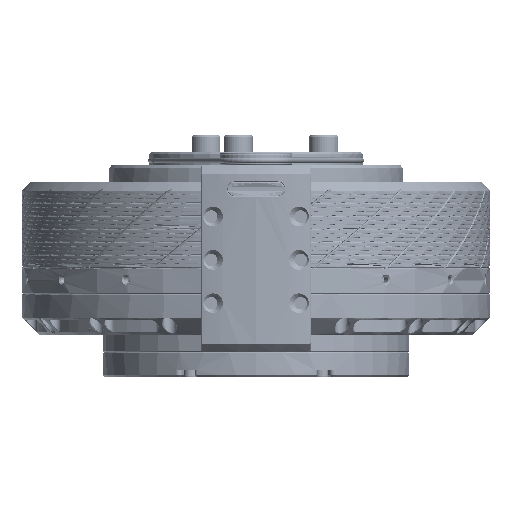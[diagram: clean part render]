
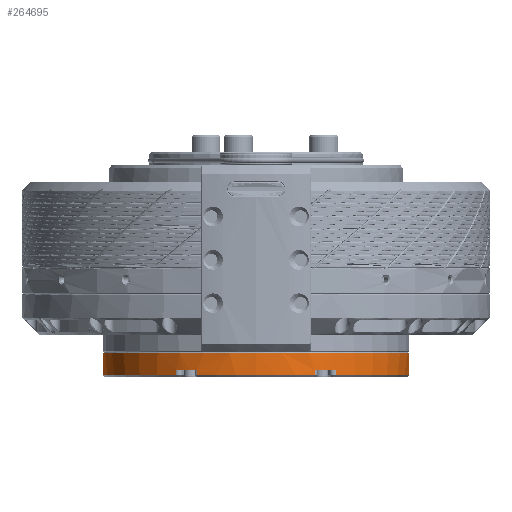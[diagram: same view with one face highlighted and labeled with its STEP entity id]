
A CAD part, front view. The second image highlights one B-rep face of the part: STEP entity #264695.
In plain terms, the highlighted cylindrical face has radius 53 mm (diameter 106 mm), a partial arc.
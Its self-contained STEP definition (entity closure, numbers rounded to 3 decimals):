
#6395=CARTESIAN_POINT('',(0.,0.,-35.));
#6396=DIRECTION('',(0.,0.,-1.));
#6397=DIRECTION('',(0.96,0.28,0.));
#6398=AXIS2_PLACEMENT_3D('',#6395,#6396,#6397);
#6403=CARTESIAN_POINT('',(0.,0.,-35.));
#6404=DIRECTION('',(0.,0.,-1.));
#6405=DIRECTION('',(1.,0.,0.));
#6406=AXIS2_PLACEMENT_3D('',#6403,#6404,#6405);
#6411=CARTESIAN_POINT('',(0.,0.,-35.));
#6412=DIRECTION('',(0.,0.,-1.));
#6413=DIRECTION('',(0.,-1.,0.));
#6414=AXIS2_PLACEMENT_3D('',#6411,#6412,#6413);
#6419=CARTESIAN_POINT('',(0.,0.,-35.));
#6420=DIRECTION('',(0.,0.,-1.));
#6421=DIRECTION('',(-1.,0.,0.));
#6422=AXIS2_PLACEMENT_3D('',#6419,#6420,#6421);
#116378=DIRECTION('',(0.,0.,-1.));
#116379=VECTOR('',#116378,7.7);
#116380=CARTESIAN_POINT('',(50.88,14.84,-35.));
#116381=LINE('',#116380,#116379);
#116385=DIRECTION('',(0.,0.,1.));
#116386=VECTOR('',#116385,2.);
#116387=CARTESIAN_POINT('',(52.84,4.117,-42.7));
#116388=LINE('',#116387,#116386);
#116392=DIRECTION('',(0.,0.,-1.));
#116393=VECTOR('',#116392,2.);
#116394=CARTESIAN_POINT('',(52.84,-4.117,-40.7));
#116395=LINE('',#116394,#116393);
#116399=DIRECTION('',(0.,0.,1.));
#116400=VECTOR('',#116399,2.);
#116401=CARTESIAN_POINT('',(27.657,-45.212,-42.7));
#116402=LINE('',#116401,#116400);
#116406=DIRECTION('',(0.,0.,-1.));
#116407=VECTOR('',#116406,2.);
#116408=CARTESIAN_POINT('',(20.321,-48.95,-40.7));
#116409=LINE('',#116408,#116407);
#116413=DIRECTION('',(0.,0.,1.));
#116414=VECTOR('',#116413,2.);
#116415=CARTESIAN_POINT('',(-20.321,-48.95,-42.7));
#116416=LINE('',#116415,#116414);
#116420=DIRECTION('',(0.,0.,-1.));
#116421=VECTOR('',#116420,2.);
#116422=CARTESIAN_POINT('',(-27.657,-45.212,-40.7));
#116423=LINE('',#116422,#116421);
#116427=DIRECTION('',(0.,0.,1.));
#116428=VECTOR('',#116427,2.);
#116429=CARTESIAN_POINT('',(-52.84,-4.117,-42.7));
#116430=LINE('',#116429,#116428);
#116434=DIRECTION('',(0.,0.,-1.));
#116435=VECTOR('',#116434,2.);
#116436=CARTESIAN_POINT('',(-52.84,4.117,-40.7));
#116437=LINE('',#116436,#116435);
#116441=DIRECTION('',(0.,0.,1.));
#116442=VECTOR('',#116441,7.7);
#116443=CARTESIAN_POINT('',(-50.88,14.84,-42.7));
#116444=LINE('',#116443,#116442);
#116491=CARTESIAN_POINT('',(0.,0.,-42.7));
#116492=DIRECTION('',(0.,0.,1.));
#116493=DIRECTION('',(0.997,0.078,0.));
#116494=AXIS2_PLACEMENT_3D('',#116491,#116492,#116493);
#116587=CARTESIAN_POINT('',(0.,0.,-42.7));
#116588=DIRECTION('',(0.,0.,1.));
#116589=DIRECTION('',(0.522,-0.853,0.));
#116590=AXIS2_PLACEMENT_3D('',#116587,#116588,#116589);
#116699=CARTESIAN_POINT('',(0.,0.,-42.7));
#116700=DIRECTION('',(0.,0.,1.));
#116701=DIRECTION('',(-0.383,-0.924,0.));
#116702=AXIS2_PLACEMENT_3D('',#116699,#116700,#116701);
#116707=CARTESIAN_POINT('',(0.,0.,-42.7));
#116708=DIRECTION('',(0.,0.,1.));
#116709=DIRECTION('',(0.,-1.,0.));
#116710=AXIS2_PLACEMENT_3D('',#116707,#116708,#116709);
#116819=CARTESIAN_POINT('',(0.,0.,-42.7));
#116820=DIRECTION('',(0.,0.,1.));
#116821=DIRECTION('',(-0.997,-0.078,0.));
#116822=AXIS2_PLACEMENT_3D('',#116819,#116820,#116821);
#116915=CARTESIAN_POINT('',(0.,0.,-42.7));
#116916=DIRECTION('',(0.,0.,1.));
#116917=DIRECTION('',(-0.96,0.28,0.));
#116918=AXIS2_PLACEMENT_3D('',#116915,#116916,#116917);
#117824=CARTESIAN_POINT('',(0.,0.,-40.7));
#117825=DIRECTION('',(0.,0.,1.));
#117826=DIRECTION('',(-0.997,0.078,0.));
#117827=AXIS2_PLACEMENT_3D('',#117824,#117825,#117826);
#118682=CARTESIAN_POINT('',(-27.657,-45.212,-40.7));
#118687=CARTESIAN_POINT('',(0.,0.,-40.7));
#118688=DIRECTION('',(0.,0.,1.));
#118689=DIRECTION('',(-0.522,-0.853,0.));
#118690=AXIS2_PLACEMENT_3D('',#118687,#118688,#118689);
#119476=CARTESIAN_POINT('',(0.,0.,-40.7));
#119477=DIRECTION('',(0.,0.,1.));
#119478=DIRECTION('',(0.383,-0.924,0.));
#119479=AXIS2_PLACEMENT_3D('',#119476,#119477,#119478);
#120339=CARTESIAN_POINT('',(0.,0.,-40.7));
#120340=DIRECTION('',(0.,0.,1.));
#120341=DIRECTION('',(0.997,-0.078,0.));
#120342=AXIS2_PLACEMENT_3D('',#120339,#120340,#120341);
#155221=VERTEX_POINT('',#118682);
#155222=CARTESIAN_POINT('',(-20.321,-48.95,-40.7));
#155223=VERTEX_POINT('',#155222);
#155228=CARTESIAN_POINT('',(20.321,-48.95,-40.7));
#155229=CARTESIAN_POINT('',(27.657,-45.212,-40.7));
#155230=VERTEX_POINT('',#155228);
#155231=VERTEX_POINT('',#155229);
#155466=CARTESIAN_POINT('',(50.88,14.84,-35.));
#155467=VERTEX_POINT('',#155466);
#155468=CARTESIAN_POINT('',(50.88,14.84,-42.7));
#155469=VERTEX_POINT('',#155468);
#155470=CARTESIAN_POINT('',(52.84,4.117,-42.7));
#155471=VERTEX_POINT('',#155470);
#155482=CARTESIAN_POINT('',(52.84,-4.117,-42.7));
#155483=VERTEX_POINT('',#155482);
#155484=CARTESIAN_POINT('',(27.657,-45.212,-42.7));
#155485=VERTEX_POINT('',#155484);
#155500=CARTESIAN_POINT('',(20.321,-48.95,-42.7));
#155501=VERTEX_POINT('',#155500);
#155502=CARTESIAN_POINT('',(-20.321,-48.95,-42.7));
#155503=VERTEX_POINT('',#155502);
#155504=CARTESIAN_POINT('',(0.,-53.,-42.7));
#155505=VERTEX_POINT('',#155504);
#155514=CARTESIAN_POINT('',(53.,0.,-35.));
#155515=VERTEX_POINT('',#155514);
#155516=CARTESIAN_POINT('',(0.,-53.,-35.));
#155517=VERTEX_POINT('',#155516);
#155518=CARTESIAN_POINT('',(-53.,0.,-35.));
#155519=VERTEX_POINT('',#155518);
#155520=CARTESIAN_POINT('',(-50.88,14.84,-35.));
#155521=VERTEX_POINT('',#155520);
#155522=CARTESIAN_POINT('',(52.84,4.117,-40.7));
#155523=VERTEX_POINT('',#155522);
#155524=CARTESIAN_POINT('',(52.84,-4.117,-40.7));
#155525=VERTEX_POINT('',#155524);
#155526=CARTESIAN_POINT('',(-27.657,-45.212,-42.7));
#155527=VERTEX_POINT('',#155526);
#155528=CARTESIAN_POINT('',(-52.84,-4.117,-42.7));
#155529=VERTEX_POINT('',#155528);
#155530=CARTESIAN_POINT('',(-52.84,-4.117,-40.7));
#155531=VERTEX_POINT('',#155530);
#155532=CARTESIAN_POINT('',(-52.84,4.117,-40.7));
#155533=CARTESIAN_POINT('',(-52.84,4.117,-42.7));
#155534=VERTEX_POINT('',#155532);
#155535=VERTEX_POINT('',#155533);
#155536=CARTESIAN_POINT('',(-50.88,14.84,-42.7));
#155537=VERTEX_POINT('',#155536);
#264645=CARTESIAN_POINT('',(0.,0.,-34.7));
#264646=DIRECTION('',(0.,0.,-1.));
#264647=DIRECTION('',(1.,0.,0.));
#264648=AXIS2_PLACEMENT_3D('',#264645,#264646,#264647);
#264649=CYLINDRICAL_SURFACE('',#264648,53.);
#264650=ORIENTED_EDGE('',*,*,#161382,.F.);
#264651=ORIENTED_EDGE('',*,*,#161380,.F.);
#264652=ORIENTED_EDGE('',*,*,#161378,.F.);
#264653=ORIENTED_EDGE('',*,*,#161376,.F.);
#264655=ORIENTED_EDGE('',*,*,#264654,.T.);
#264657=ORIENTED_EDGE('',*,*,#264656,.F.);
#264659=ORIENTED_EDGE('',*,*,#264658,.T.);
#264661=ORIENTED_EDGE('',*,*,#264660,.F.);
#264663=ORIENTED_EDGE('',*,*,#264662,.T.);
#264665=ORIENTED_EDGE('',*,*,#264664,.F.);
#264667=ORIENTED_EDGE('',*,*,#264666,.T.);
#264669=ORIENTED_EDGE('',*,*,#264668,.F.);
#264671=ORIENTED_EDGE('',*,*,#264670,.T.);
#264673=ORIENTED_EDGE('',*,*,#264672,.F.);
#264675=ORIENTED_EDGE('',*,*,#264674,.F.);
#264677=ORIENTED_EDGE('',*,*,#264676,.T.);
#264679=ORIENTED_EDGE('',*,*,#264678,.F.);
#264681=ORIENTED_EDGE('',*,*,#264680,.T.);
#264683=ORIENTED_EDGE('',*,*,#264682,.F.);
#264685=ORIENTED_EDGE('',*,*,#264684,.T.);
#264687=ORIENTED_EDGE('',*,*,#264686,.F.);
#264689=ORIENTED_EDGE('',*,*,#264688,.T.);
#264691=ORIENTED_EDGE('',*,*,#264690,.F.);
#264692=ORIENTED_EDGE('',*,*,#264630,.T.);
#264693=EDGE_LOOP('',(#264650,#264651,#264652,#264653,#264655,#264657,#264659,
#264661,#264663,#264665,#264667,#264669,#264671,#264673,#264675,#264677,#264679,
#264681,#264683,#264685,#264687,#264689,#264691,#264692));
#264694=FACE_OUTER_BOUND('',#264693,.F.);
#6399=CIRCLE('',#6398,53.);
#6407=CIRCLE('',#6406,53.);
#6415=CIRCLE('',#6414,53.);
#6423=CIRCLE('',#6422,53.);
#116495=CIRCLE('',#116494,53.);
#116591=CIRCLE('',#116590,53.);
#116703=CIRCLE('',#116702,53.);
#116711=CIRCLE('',#116710,53.);
#116823=CIRCLE('',#116822,53.);
#116919=CIRCLE('',#116918,53.);
#117828=CIRCLE('',#117827,53.);
#118691=CIRCLE('',#118690,53.);
#119480=CIRCLE('',#119479,53.);
#120343=CIRCLE('',#120342,53.);
#161376=EDGE_CURVE('',#155467,#155515,#6399,.T.);
#161378=EDGE_CURVE('',#155515,#155517,#6407,.T.);
#161380=EDGE_CURVE('',#155517,#155519,#6415,.T.);
#161382=EDGE_CURVE('',#155519,#155521,#6423,.T.);
#264630=EDGE_CURVE('',#155537,#155521,#116444,.T.);
#264654=EDGE_CURVE('',#155467,#155469,#116381,.T.);
#264656=EDGE_CURVE('',#155471,#155469,#116495,.T.);
#264658=EDGE_CURVE('',#155471,#155523,#116388,.T.);
#264660=EDGE_CURVE('',#155525,#155523,#120343,.T.);
#264662=EDGE_CURVE('',#155525,#155483,#116395,.T.);
#264664=EDGE_CURVE('',#155485,#155483,#116591,.T.);
#264666=EDGE_CURVE('',#155485,#155231,#116402,.T.);
#264668=EDGE_CURVE('',#155230,#155231,#119480,.T.);
#264670=EDGE_CURVE('',#155230,#155501,#116409,.T.);
#264672=EDGE_CURVE('',#155505,#155501,#116711,.T.);
#264674=EDGE_CURVE('',#155503,#155505,#116703,.T.);
#264676=EDGE_CURVE('',#155503,#155223,#116416,.T.);
#264678=EDGE_CURVE('',#155221,#155223,#118691,.T.);
#264680=EDGE_CURVE('',#155221,#155527,#116423,.T.);
#264682=EDGE_CURVE('',#155529,#155527,#116823,.T.);
#264684=EDGE_CURVE('',#155529,#155531,#116430,.T.);
#264686=EDGE_CURVE('',#155534,#155531,#117828,.T.);
#264688=EDGE_CURVE('',#155534,#155535,#116437,.T.);
#264690=EDGE_CURVE('',#155537,#155535,#116919,.T.);
#264695=ADVANCED_FACE('',(#264694),#264649,.T.);
